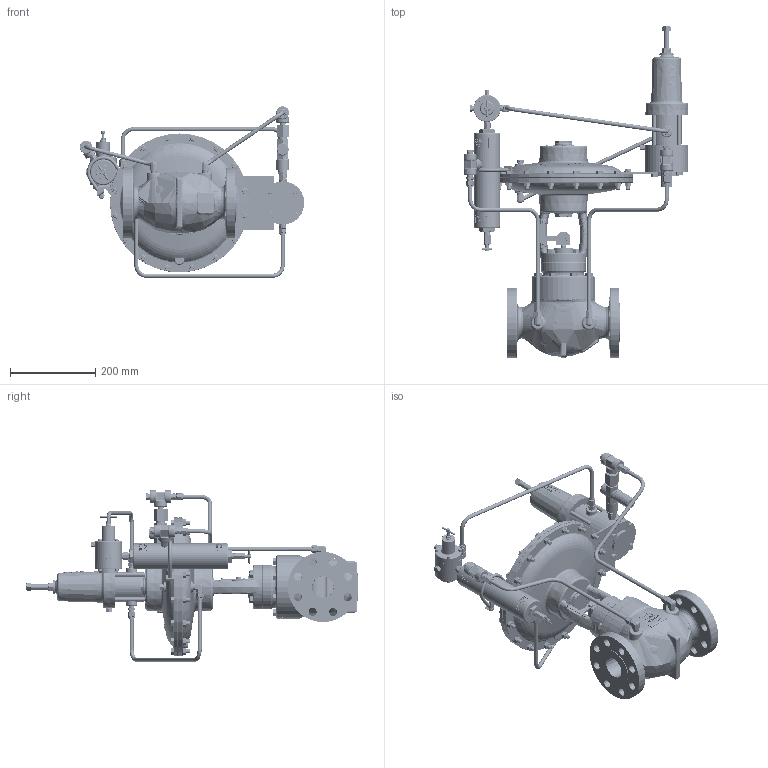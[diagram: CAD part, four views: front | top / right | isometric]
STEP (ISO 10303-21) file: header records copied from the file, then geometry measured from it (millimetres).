
FILE_DESCRIPTION (( 'STEP AP203' ), '1' );
FILE_NAME ('2 INCH PBPO PO HPPR.STEP', '2017-06-05T16:24:16', ( '' ), ( '' ), 'SwSTEP 2.0', 'SolidWorks 2016', '' );
FILE_SCHEMA (( 'CONFIG_CONTROL_DESIGN' ));
Length unit declared in the file: inch
Products named in the file (1): 2 INCH PBPO PO HPPR
Bounding box: 528.37 x 781.08 x 403.49 mm (x, y, z)
Volume: 10677022.7 mm3; surface area: 1684477.6 mm2
Topology: 172 solids, 172 shells, 7287 faces, 17529 edges, 10894 vertices
Faces by surface type: plane 2941, bspline 1516, cone 1342, cylinder 997, torus 385, sphere 106
Entity records: 477765 total; most frequent: CARTESIAN_POINT 322663, ORIENTED_EDGE 34882, DIRECTION 27604, EDGE_CURVE 17441, VERTEX_POINT 10890, AXIS2_PLACEMENT_3D 10501, EDGE_LOOP 7743, FACE_OUTER_BOUND 7287
